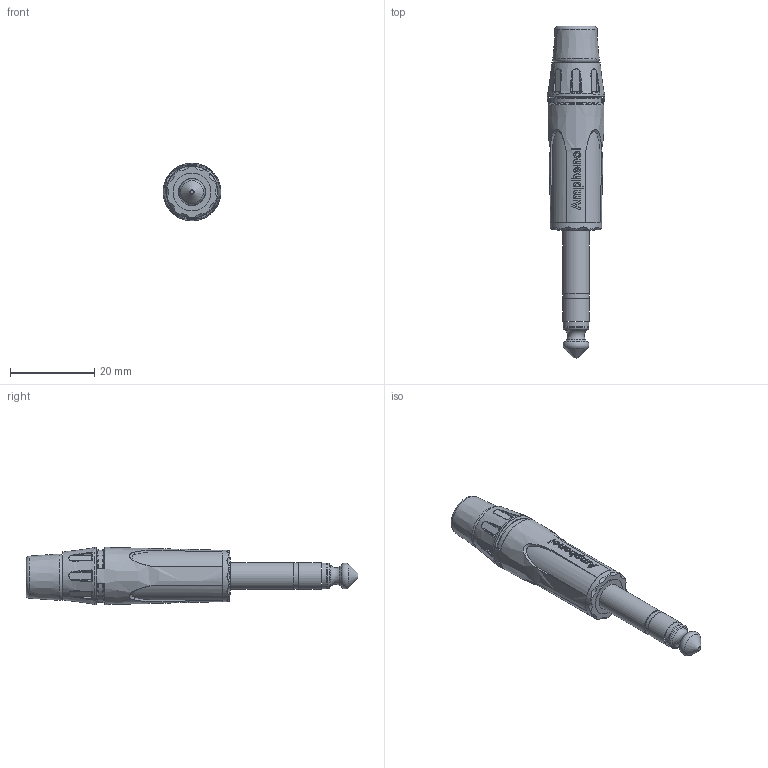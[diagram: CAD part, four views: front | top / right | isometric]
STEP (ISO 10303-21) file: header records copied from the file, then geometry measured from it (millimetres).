
FILE_DESCRIPTION(/* description */ (''),/* implementation_level */ '2;1');
FILE_NAME(/* name */ 'ACPS-KN.stp',/* time_stamp */ '2017-11-10T09:30:59+11:00',/* author */ ('minh'),/* organization */ (''),/* preprocessor_version */ 'ST-DEVELOPER v16.1',/* originating_system */ 'Autodesk Inventor 2016',/* authorisation */ '');
FILE_SCHEMA (('AUTOMOTIVE_DESIGN { 1 0 10303 214 3 1 1 }'));
Length unit declared in the file: inch
Products named in the file (1): 55010733-000_Shrinkwrap_1
Bounding box: 13.7 x 78.75 x 13.7 mm (x, y, z)
Surface area: 3052.9 mm2 (no closed solid volume)
Topology: 0 solids, 17 shells, 293 faces, 1078 edges, 746 vertices
Faces by surface type: plane 112, cone 72, bspline 59, cylinder 32, torus 18
Full cylindrical faces by diameter (mm): 4 x1, 6.15 x2, 6.2 x1, 6.32 x2, 8.5 x1, 12.25 x1
Entity records: 14010 total; most frequent: CARTESIAN_POINT 5855, ORIENTED_EDGE 1504, DIRECTION 1414, EDGE_CURVE 1012, VERTEX_POINT 716, AXIS2_PLACEMENT_3D 545, B_SPLINE_CURVE_WITH_KNOTS 358, EDGE_LOOP 351
